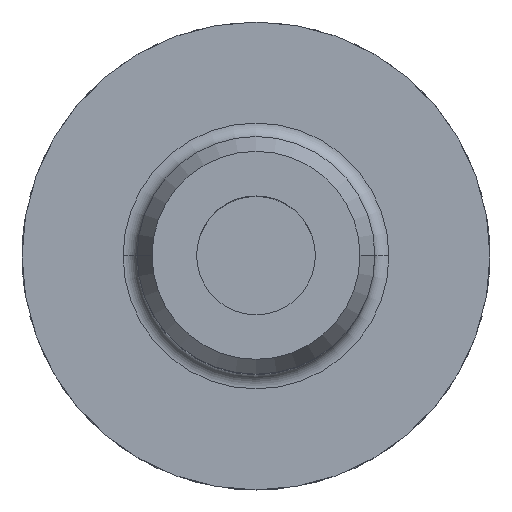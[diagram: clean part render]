
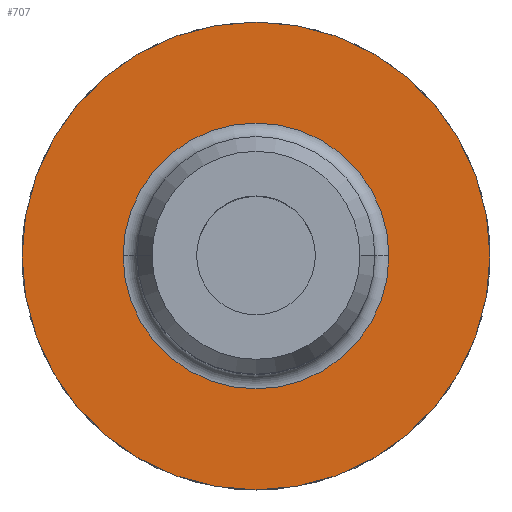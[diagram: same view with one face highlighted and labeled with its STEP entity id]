
A CAD part, top view. The second image highlights one B-rep face of the part: STEP entity #707.
In plain terms, the highlighted planar face has unit normal (0, 0, 1).
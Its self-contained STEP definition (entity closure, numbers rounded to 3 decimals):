
#3 = DIRECTION ( 'NONE',  ( -1., 0., 0. ) ) ;
#36 = DIRECTION ( 'NONE',  ( -1., 0., 0. ) ) ;
#79 = VERTEX_POINT ( 'NONE', #578 ) ;
#89 = CIRCLE ( 'NONE', #311, 28.4 ) ;
#183 = FACE_OUTER_BOUND ( 'NONE', #1012, .T. ) ;
#232 = DIRECTION ( 'NONE',  ( 0., 0., -1. ) ) ;
#235 = CIRCLE ( 'NONE', #1352, 50. ) ;
#241 = DIRECTION ( 'NONE',  ( 0., 0., -1. ) ) ;
#253 = DIRECTION ( 'NONE',  ( 0., 0., -1. ) ) ;
#311 = AXIS2_PLACEMENT_3D ( 'NONE', #1033, #253, #1175 ) ;
#411 = CARTESIAN_POINT ( 'NONE',  ( 50., 0., 38. ) ) ;
#412 = EDGE_CURVE ( 'NONE', #79, #1433, #1167, .T. ) ;
#492 = CARTESIAN_POINT ( 'NONE',  ( 0., 50., 38. ) ) ;
#536 = CARTESIAN_POINT ( 'NONE',  ( 28.4, 0., 38. ) ) ;
#578 = CARTESIAN_POINT ( 'NONE',  ( -50., 0., 38. ) ) ;
#594 = ORIENTED_EDGE ( 'NONE', *, *, #1316, .T. ) ;
#611 = ORIENTED_EDGE ( 'NONE', *, *, #1519, .F. ) ;
#707 = ADVANCED_FACE ( 'NONE', ( #834, #183 ), #1391, .F. ) ;
#730 = EDGE_CURVE ( 'NONE', #1375, #1418, #1104, .T. ) ;
#786 = DIRECTION ( 'NONE',  ( 0., 0., -1. ) ) ;
#821 = DIRECTION ( 'NONE',  ( 0., 0., -1. ) ) ;
#834 = FACE_BOUND ( 'NONE', #907, .T. ) ;
#896 = AXIS2_PLACEMENT_3D ( 'NONE', #492, #232, #1150 ) ;
#907 = EDGE_LOOP ( 'NONE', ( #1399, #594 ) ) ;
#924 = AXIS2_PLACEMENT_3D ( 'NONE', #1554, #786, #3 ) ;
#1012 = EDGE_LOOP ( 'NONE', ( #1281, #611 ) ) ;
#1020 = CARTESIAN_POINT ( 'NONE',  ( 0., 0., 38. ) ) ;
#1033 = CARTESIAN_POINT ( 'NONE',  ( 0., 0., 38. ) ) ;
#1043 = CARTESIAN_POINT ( 'NONE',  ( -28.4, 0., 38. ) ) ;
#1104 = CIRCLE ( 'NONE', #1251, 28.4 ) ;
#1150 = DIRECTION ( 'NONE',  ( -1., 0., 0. ) ) ;
#1158 = DIRECTION ( 'NONE',  ( -1., 0., 0. ) ) ;
#1167 = CIRCLE ( 'NONE', #924, 50. ) ;
#1175 = DIRECTION ( 'NONE',  ( -1., 0., 0. ) ) ;
#1251 = AXIS2_PLACEMENT_3D ( 'NONE', #1020, #241, #1158 ) ;
#1281 = ORIENTED_EDGE ( 'NONE', *, *, #412, .F. ) ;
#1316 = EDGE_CURVE ( 'NONE', #1418, #1375, #89, .T. ) ;
#1352 = AXIS2_PLACEMENT_3D ( 'NONE', #1583, #821, #36 ) ;
#1375 = VERTEX_POINT ( 'NONE', #1043 ) ;
#1391 = PLANE ( 'NONE',  #896 ) ;
#1399 = ORIENTED_EDGE ( 'NONE', *, *, #730, .T. ) ;
#1418 = VERTEX_POINT ( 'NONE', #536 ) ;
#1433 = VERTEX_POINT ( 'NONE', #411 ) ;
#1519 = EDGE_CURVE ( 'NONE', #1433, #79, #235, .T. ) ;
#1554 = CARTESIAN_POINT ( 'NONE',  ( 0., 0., 38. ) ) ;
#1583 = CARTESIAN_POINT ( 'NONE',  ( 0., 0., 38. ) ) ;
